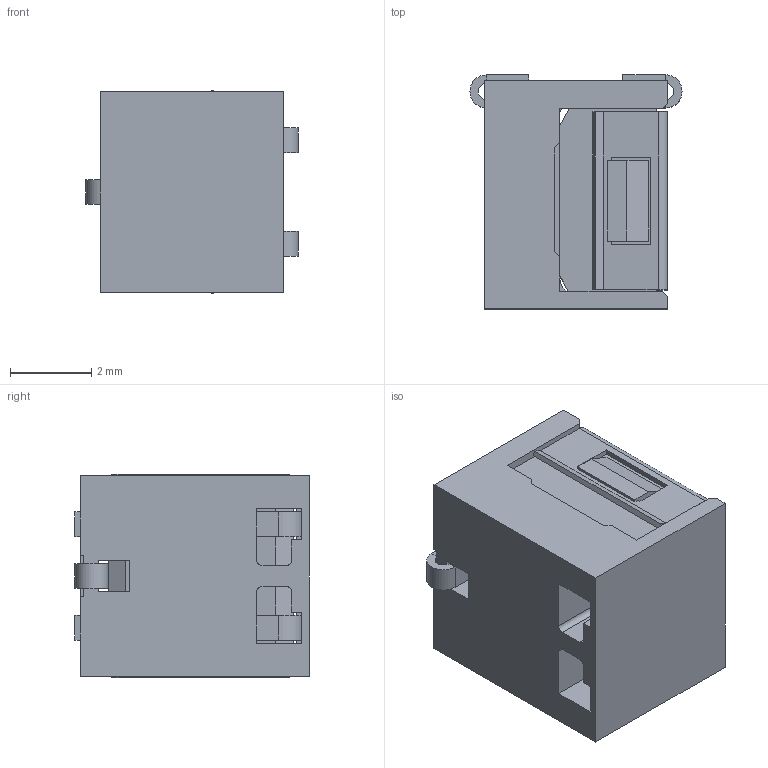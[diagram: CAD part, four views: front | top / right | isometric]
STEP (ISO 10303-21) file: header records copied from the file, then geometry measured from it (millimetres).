
FILE_DESCRIPTION((''),'2;1');
FILE_NAME('P3314Z-ADAPTTOCOS1','2013-08-06T',('maxm'),('Bourns, Inc.'),'PRO/ENGINEER BY PARAMETRIC TECHNOLOGY CORPORATION, 2012230','PRO/ENGINEER BY PARAMETRIC TECHNOLOGY CORPORATION, 2012230','');
FILE_SCHEMA(('CONFIG_CONTROL_DESIGN'));
Length unit declared in the file: inch
Products named in the file (1): P3314Z-ADAPTTOCOS1
Bounding box: 5.21 x 5.75 x 5.01 mm (x, y, z)
Volume: 102.6 mm3; surface area: 372.9 mm2
Topology: 2 solids, 2 shells, 463 faces, 1356 edges, 866 vertices
Faces by surface type: plane 372, cylinder 86, cone 5
Entity records: 15504 total; most frequent: CARTESIAN_POINT 3345, ORIENTED_EDGE 2712, DIRECTION 2279, EDGE_CURVE 1356, VECTOR 949, LINE 949, VERTEX_POINT 866, AXIS2_PLACEMENT_3D 665
